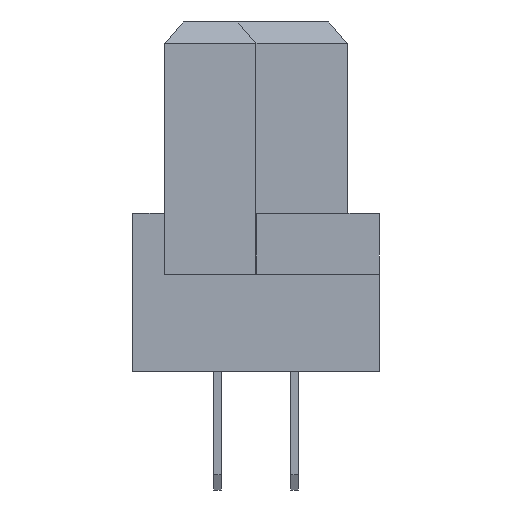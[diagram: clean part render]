
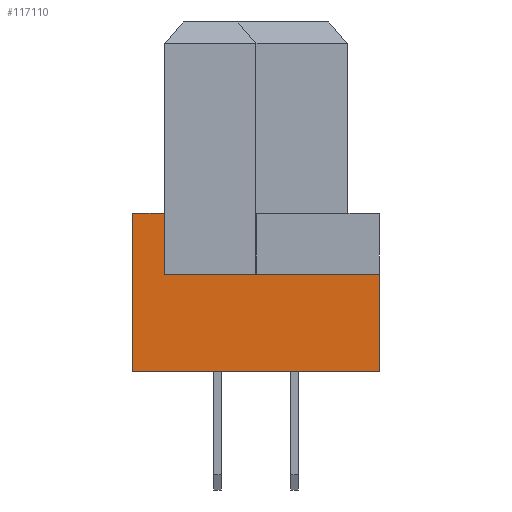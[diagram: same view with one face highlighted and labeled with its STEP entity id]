
A CAD part, left-side view. The second image highlights one B-rep face of the part: STEP entity #117110.
In plain terms, the highlighted planar face has unit normal (-1, 0, 0).
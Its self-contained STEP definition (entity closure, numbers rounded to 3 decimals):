
#115000=CARTESIAN_POINT('',(-22.86,8.1,0.));
#115010=VERTEX_POINT('',#115000);
#115060=CARTESIAN_POINT('',(-22.86,0.,0.));
#115070=DIRECTION('',(0.,1.,0.));
#115080=VECTOR('',#115070,1.);
#115090=LINE('',#115060,#115080);
#115100=CARTESIAN_POINT('',(-22.86,0.,0.));
#115110=VERTEX_POINT('',#115100);
#115120=EDGE_CURVE('',#115110,#115010,#115090,.T.);
#116300=CARTESIAN_POINT('',(-22.86,7.075,3.2));
#116310=VERTEX_POINT('',#116300);
#116560=CARTESIAN_POINT('',(-22.86,0.,3.2));
#116570=VERTEX_POINT('',#116560);
#116600=CARTESIAN_POINT('',(-22.86,0.,3.2));
#116610=DIRECTION('',(0.,1.,0.));
#116620=VECTOR('',#116610,1.);
#116630=LINE('',#116600,#116620);
#116640=EDGE_CURVE('',#116570,#116310,#116630,.T.);
#116740=CARTESIAN_POINT('',(-22.86,0.,0.));
#116750=DIRECTION('',(-1.,0.,0.));
#116760=DIRECTION('',(0.,1.,0.));
#116770=AXIS2_PLACEMENT_3D('',#116740,#116750,#116760);
#116780=PLANE('',#116770);
#116790=CARTESIAN_POINT('',(-22.86,8.1,0.));
#116800=DIRECTION('',(0.,0.,1.));
#116810=VECTOR('',#116800,1.);
#116820=LINE('',#116790,#116810);
#116830=CARTESIAN_POINT('',(-22.86,8.1,5.2));
#116840=VERTEX_POINT('',#116830);
#116850=EDGE_CURVE('',#115010,#116840,#116820,.T.);
#116860=ORIENTED_EDGE('',*,*,#116850,.F.);
#116870=CARTESIAN_POINT('',(-22.86,0.,5.2));
#116880=DIRECTION('',(0.,1.,0.));
#116890=VECTOR('',#116880,1.);
#116900=LINE('',#116870,#116890);
#116910=CARTESIAN_POINT('',(-22.86,7.075,5.2));
#116920=VERTEX_POINT('',#116910);
#116930=EDGE_CURVE('',#116920,#116840,#116900,.T.);
#116940=ORIENTED_EDGE('',*,*,#116930,.T.);
#116950=CARTESIAN_POINT('',(-22.86,7.075,0.));
#116960=DIRECTION('',(0.,0.,-1.));
#116970=VECTOR('',#116960,1.);
#116980=LINE('',#116950,#116970);
#116990=EDGE_CURVE('',#116920,#116310,#116980,.T.);
#117000=ORIENTED_EDGE('',*,*,#116990,.F.);
#117010=ORIENTED_EDGE('',*,*,#116640,.T.);
#117020=CARTESIAN_POINT('',(-22.86,0.,0.));
#117030=DIRECTION('',(0.,0.,1.));
#117040=VECTOR('',#117030,1.);
#117050=LINE('',#117020,#117040);
#117060=EDGE_CURVE('',#115110,#116570,#117050,.T.);
#117070=ORIENTED_EDGE('',*,*,#117060,.T.);
#117080=ORIENTED_EDGE('',*,*,#115120,.F.);
#117090=EDGE_LOOP('',(#117080,#117070,#117010,#117000,#116940,#116860));
#117100=FACE_OUTER_BOUND('',#117090,.T.);
#117110=ADVANCED_FACE('',(#117100),#116780,.T.);
